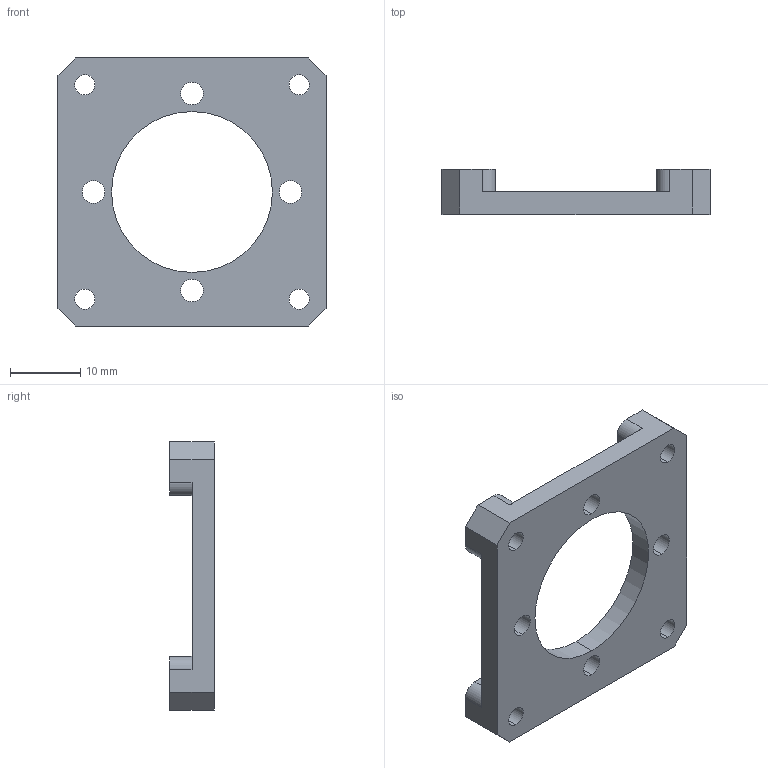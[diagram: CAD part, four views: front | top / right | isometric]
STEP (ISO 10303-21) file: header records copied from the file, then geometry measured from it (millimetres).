
FILE_DESCRIPTION (( 'STEP AP203' ), '1' );
FILE_NAME ('Threaded 12lb Motor Mounting Plate.STEP', '2023-05-29T02:37:15', ( '' ), ( '' ), 'SwSTEP 2.0', 'SolidWorks 2021', '' );
FILE_SCHEMA (( 'CONFIG_CONTROL_DESIGN' ));
Length unit declared in the file: inch
Products named in the file (1): Threaded 12lb Motor Mounting Plate
Bounding box: 38.1 x 6.35 x 38.1 mm (x, y, z)
Volume: 3610.3 mm3; surface area: 3312.4 mm2
Topology: 1 solids, 1 shells, 60 faces, 174 edges, 116 vertices
Faces by surface type: cylinder 38, plane 22
Entity records: 2129 total; most frequent: DIRECTION 372, CARTESIAN_POINT 351, ORIENTED_EDGE 348, EDGE_CURVE 174, AXIS2_PLACEMENT_3D 137, VERTEX_POINT 116, VECTOR 98, LINE 98
